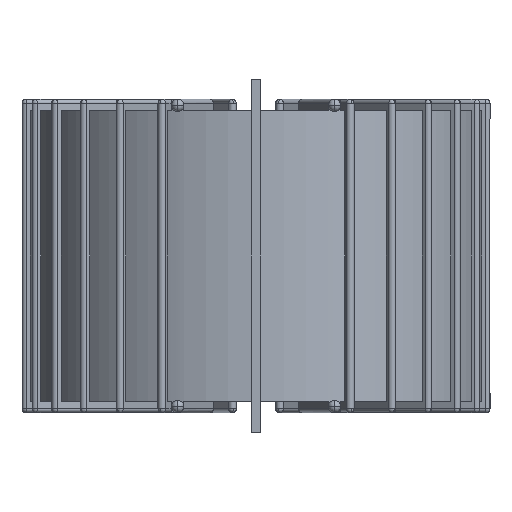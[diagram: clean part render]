
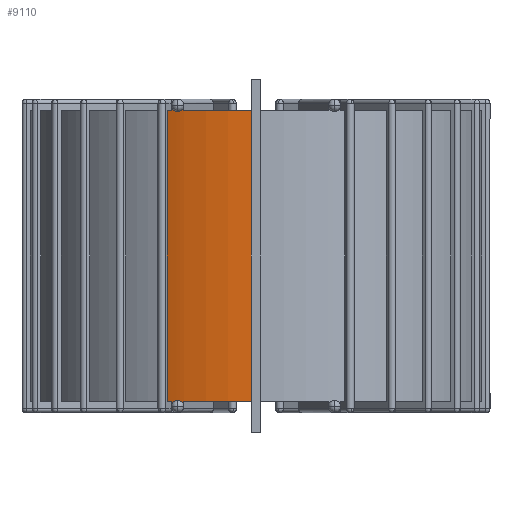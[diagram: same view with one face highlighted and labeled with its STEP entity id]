
A CAD part, front view. The second image highlights one B-rep face of the part: STEP entity #9110.
In plain terms, the highlighted cylindrical face has radius 0.29 mm (diameter 0.58 mm), a partial arc.
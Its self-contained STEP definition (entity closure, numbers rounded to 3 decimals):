
#407=CARTESIAN_POINT('',(0.,0.,-0.185));
#408=DIRECTION('',(0.,0.,1.));
#409=DIRECTION('',(-0.391,-0.92,0.));
#410=AXIS2_PLACEMENT_3D('',#407,#408,#409);
#438=CARTESIAN_POINT('',(0.,0.,-0.185));
#439=DIRECTION('',(0.,0.,1.));
#440=DIRECTION('',(-0.317,-0.948,0.));
#441=AXIS2_PLACEMENT_3D('',#438,#439,#440);
#683=DIRECTION('',(0.,0.,1.));
#684=VECTOR('',#683,0.37);
#685=CARTESIAN_POINT('',(-0.006,-0.29,-0.185));
#686=LINE('',#685,#684);
#1123=CARTESIAN_POINT('',(0.,0.,0.185));
#1124=DIRECTION('',(0.,0.,1.));
#1125=DIRECTION('',(-0.391,-0.92,0.));
#1126=AXIS2_PLACEMENT_3D('',#1123,#1124,#1125);
#1136=CARTESIAN_POINT('',(0.,0.,0.185));
#1137=DIRECTION('',(0.,0.,1.));
#1138=DIRECTION('',(-0.317,-0.948,0.));
#1139=AXIS2_PLACEMENT_3D('',#1136,#1137,#1138);
#4300=DIRECTION('',(0.,0.,1.));
#4301=VECTOR('',#4300,0.007);
#4302=CARTESIAN_POINT('',(-0.108,-0.269,-0.192));
#4303=LINE('',#4302,#4301);
#4401=CARTESIAN_POINT('',(-0.108,-0.269,-0.192));
#4402=CARTESIAN_POINT('',(-0.108,-0.269,-0.191));
#4403=CARTESIAN_POINT('',(-0.108,-0.269,
-0.19));
#4404=CARTESIAN_POINT('',(-0.107,-0.269,
-0.188));
#4405=CARTESIAN_POINT('',(-0.106,-0.27,
-0.187));
#4406=CARTESIAN_POINT('',(-0.105,-0.27,
-0.185));
#4407=CARTESIAN_POINT('',(-0.103,-0.271,
-0.184));
#4408=CARTESIAN_POINT('',(-0.101,-0.272,
-0.184));
#4409=CARTESIAN_POINT('',(-0.099,-0.273,
-0.184));
#4410=CARTESIAN_POINT('',(-0.097,-0.273,
-0.184));
#4411=CARTESIAN_POINT('',(-0.095,-0.274,
-0.185));
#4412=CARTESIAN_POINT('',(-0.094,-0.274,
-0.187));
#4413=CARTESIAN_POINT('',(-0.093,-0.275,
-0.188));
#4414=CARTESIAN_POINT('',(-0.092,-0.275,
-0.19));
#4415=CARTESIAN_POINT('',(-0.092,-0.275,-0.191));
#4416=CARTESIAN_POINT('',(-0.092,-0.275,-0.192));
#4459=DIRECTION('',(0.,0.,1.));
#4460=VECTOR('',#4459,0.007);
#4461=CARTESIAN_POINT('',(-0.092,-0.275,-0.192));
#4462=LINE('',#4461,#4460);
#4515=DIRECTION('',(0.,0.,1.));
#4516=VECTOR('',#4515,0.37);
#4517=CARTESIAN_POINT('',(-0.113,-0.267,-0.185));
#4518=LINE('',#4517,#4516);
#4732=DIRECTION('',(0.,0.,-1.));
#4733=VECTOR('',#4732,0.007);
#4734=CARTESIAN_POINT('',(-0.108,-0.269,0.192));
#4735=LINE('',#4734,#4733);
#5377=CARTESIAN_POINT('',(-0.092,-0.275,0.192));
#5378=CARTESIAN_POINT('',(-0.092,-0.275,0.191));
#5379=CARTESIAN_POINT('',(-0.092,-0.275,
0.19));
#5380=CARTESIAN_POINT('',(-0.093,-0.275,
0.188));
#5381=CARTESIAN_POINT('',(-0.094,-0.274,
0.187));
#5382=CARTESIAN_POINT('',(-0.095,-0.274,
0.185));
#5383=CARTESIAN_POINT('',(-0.097,-0.273,
0.184));
#5384=CARTESIAN_POINT('',(-0.099,-0.273,
0.184));
#5385=CARTESIAN_POINT('',(-0.101,-0.272,
0.184));
#5386=CARTESIAN_POINT('',(-0.103,-0.271,
0.184));
#5387=CARTESIAN_POINT('',(-0.105,-0.27,
0.185));
#5388=CARTESIAN_POINT('',(-0.106,-0.27,
0.187));
#5389=CARTESIAN_POINT('',(-0.107,-0.269,
0.188));
#5390=CARTESIAN_POINT('',(-0.108,-0.269,
0.19));
#5391=CARTESIAN_POINT('',(-0.108,-0.269,0.191));
#5392=CARTESIAN_POINT('',(-0.108,-0.269,0.192));
#5439=DIRECTION('',(0.,0.,-1.));
#5440=VECTOR('',#5439,0.007);
#5441=CARTESIAN_POINT('',(-0.092,-0.275,0.192));
#5442=LINE('',#5441,#5440);
#7069=CARTESIAN_POINT('',(-0.113,-0.267,-0.185));
#7070=CARTESIAN_POINT('',(-0.113,-0.267,0.185));
#7071=VERTEX_POINT('',#7069);
#7072=VERTEX_POINT('',#7070);
#7577=CARTESIAN_POINT('',(-0.108,-0.269,0.185));
#7578=VERTEX_POINT('',#7577);
#7605=CARTESIAN_POINT('',(-0.092,-0.275,-0.192));
#7606=CARTESIAN_POINT('',(-0.092,-0.275,-0.185));
#7607=VERTEX_POINT('',#7605);
#7608=VERTEX_POINT('',#7606);
#7609=CARTESIAN_POINT('',(-0.108,-0.269,-0.192));
#7610=CARTESIAN_POINT('',(-0.108,-0.269,-0.185));
#7611=VERTEX_POINT('',#7609);
#7612=VERTEX_POINT('',#7610);
#7633=CARTESIAN_POINT('',(-0.006,-0.29,-0.185));
#7635=VERTEX_POINT('',#7633);
#7649=CARTESIAN_POINT('',(-0.006,-0.29,0.185));
#7651=VERTEX_POINT('',#7649);
#7711=CARTESIAN_POINT('',(-0.092,-0.275,0.185));
#7712=VERTEX_POINT('',#7711);
#7729=CARTESIAN_POINT('',(-0.108,-0.269,0.192));
#7730=VERTEX_POINT('',#7729);
#7731=CARTESIAN_POINT('',(-0.092,-0.275,0.192));
#7732=VERTEX_POINT('',#7731);
#9081=CARTESIAN_POINT('',(0.,0.,-0.185));
#9082=DIRECTION('',(0.,0.,1.));
#9083=DIRECTION('',(1.,0.,0.));
#9084=AXIS2_PLACEMENT_3D('',#9081,#9082,#9083);
#9085=CYLINDRICAL_SURFACE('',#9084,0.29);
#9087=ORIENTED_EDGE('',*,*,#9086,.F.);
#9088=ORIENTED_EDGE('',*,*,#8450,.F.);
#9090=ORIENTED_EDGE('',*,*,#9089,.F.);
#9092=ORIENTED_EDGE('',*,*,#9091,.F.);
#9094=ORIENTED_EDGE('',*,*,#9093,.T.);
#9095=ORIENTED_EDGE('',*,*,#8416,.F.);
#9097=ORIENTED_EDGE('',*,*,#9096,.T.);
#9099=ORIENTED_EDGE('',*,*,#9098,.T.);
#9101=ORIENTED_EDGE('',*,*,#9100,.F.);
#9103=ORIENTED_EDGE('',*,*,#9102,.F.);
#9105=ORIENTED_EDGE('',*,*,#9104,.T.);
#9107=ORIENTED_EDGE('',*,*,#9106,.T.);
#9108=EDGE_LOOP('',(#9087,#9088,#9090,#9092,#9094,#9095,#9097,#9099,#9101,#9103,
#9105,#9107));
#9109=FACE_OUTER_BOUND('',#9108,.F.);
#411=CIRCLE('',#410,0.29);
#442=CIRCLE('',#441,0.29);
#1127=CIRCLE('',#1126,0.29);
#1140=CIRCLE('',#1139,0.29);
#4417=B_SPLINE_CURVE_WITH_KNOTS('',3,(#4401,#4402,#4403,#4404,#4405,#4406,#4407,
#4408,#4409,#4410,#4411,#4412,#4413,#4414,#4415,#4416),.UNSPECIFIED.,.F.,.F.,(4,
1,1,1,1,1,1,1,1,1,1,1,1,4),(0.,0.077,0.154,
0.231,0.308,0.385,0.462,
0.538,0.615,0.692,0.769,
0.846,0.923,1.),.UNSPECIFIED.);
#5393=B_SPLINE_CURVE_WITH_KNOTS('',3,(#5377,#5378,#5379,#5380,#5381,#5382,#5383,
#5384,#5385,#5386,#5387,#5388,#5389,#5390,#5391,#5392),.UNSPECIFIED.,.F.,.F.,(4,
1,1,1,1,1,1,1,1,1,1,1,1,4),(0.,0.077,0.154,
0.231,0.308,0.385,0.462,
0.538,0.615,0.692,0.769,
0.846,0.923,1.),.UNSPECIFIED.);
#8416=EDGE_CURVE('',#7071,#7612,#411,.T.);
#8450=EDGE_CURVE('',#7608,#7635,#442,.T.);
#9086=EDGE_CURVE('',#7635,#7651,#686,.T.);
#9089=EDGE_CURVE('',#7607,#7608,#4462,.T.);
#9091=EDGE_CURVE('',#7611,#7607,#4417,.T.);
#9093=EDGE_CURVE('',#7611,#7612,#4303,.T.);
#9096=EDGE_CURVE('',#7071,#7072,#4518,.T.);
#9098=EDGE_CURVE('',#7072,#7578,#1127,.T.);
#9100=EDGE_CURVE('',#7730,#7578,#4735,.T.);
#9102=EDGE_CURVE('',#7732,#7730,#5393,.T.);
#9104=EDGE_CURVE('',#7732,#7712,#5442,.T.);
#9106=EDGE_CURVE('',#7712,#7651,#1140,.T.);
#9110=ADVANCED_FACE('',(#9109),#9085,.T.);
